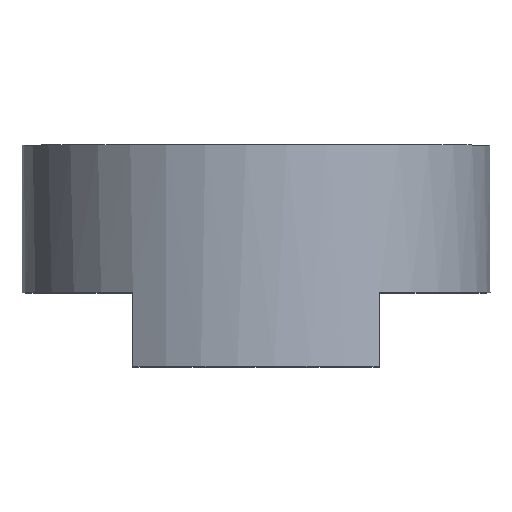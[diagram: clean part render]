
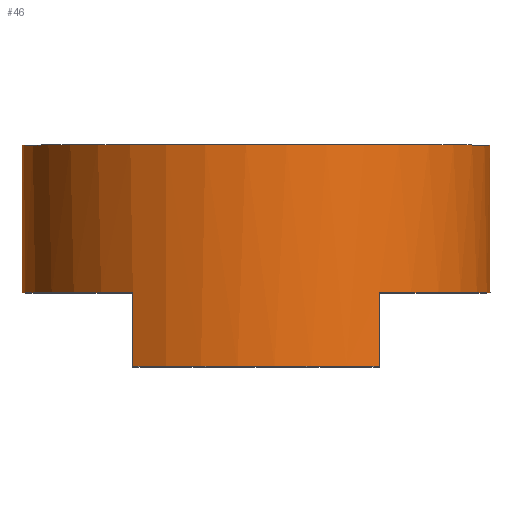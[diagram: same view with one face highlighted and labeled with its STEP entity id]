
A CAD part, top view. The second image highlights one B-rep face of the part: STEP entity #46.
In plain terms, the highlighted cylindrical face has radius 4.75 mm (diameter 9.5 mm), a full revolution.
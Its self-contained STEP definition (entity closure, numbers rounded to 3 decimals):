
#46 = ADVANCED_FACE( '', ( #99, #100 ), #101, .T. );
#99 = FACE_OUTER_BOUND( '', #166, .T. );
#100 = FACE_OUTER_BOUND( '', #167, .T. );
#101 = CYLINDRICAL_SURFACE( '', #168, 4.75 );
#166 = EDGE_LOOP( '', ( #250, #251, #252, #253, #254, #255, #256 ) );
#167 = EDGE_LOOP( '', ( #257, #258, #259, #260, #261, #262, #263, #264 ) );
#168 = AXIS2_PLACEMENT_3D( '', #265, #266, #267 );
#250 = ORIENTED_EDGE( '', *, *, #368, .F. );
#251 = ORIENTED_EDGE( '', *, *, #369, .T. );
#252 = ORIENTED_EDGE( '', *, *, #370, .F. );
#253 = ORIENTED_EDGE( '', *, *, #371, .F. );
#254 = ORIENTED_EDGE( '', *, *, #372, .F. );
#255 = ORIENTED_EDGE( '', *, *, #355, .F. );
#256 = ORIENTED_EDGE( '', *, *, #373, .F. );
#257 = ORIENTED_EDGE( '', *, *, #374, .F. );
#258 = ORIENTED_EDGE( '', *, *, #375, .F. );
#259 = ORIENTED_EDGE( '', *, *, #376, .T. );
#260 = ORIENTED_EDGE( '', *, *, #361, .T. );
#261 = ORIENTED_EDGE( '', *, *, #377, .F. );
#262 = ORIENTED_EDGE( '', *, *, #363, .F. );
#263 = ORIENTED_EDGE( '', *, *, #378, .T. );
#264 = ORIENTED_EDGE( '', *, *, #379, .T. );
#265 = CARTESIAN_POINT( '', ( 0., 0., 0. ) );
#266 = DIRECTION( '', ( 0., 1., 0. ) );
#267 = DIRECTION( '', ( 0., 0., -1. ) );
#355 = EDGE_CURVE( '', #407, #408, #409, .T. );
#361 = EDGE_CURVE( '', #419, #416, #420, .T. );
#363 = EDGE_CURVE( '', #421, #417, #423, .T. );
#368 = EDGE_CURVE( '', #430, #431, #432, .T. );
#369 = EDGE_CURVE( '', #430, #433, #434, .T. );
#370 = EDGE_CURVE( '', #435, #433, #436, .F. );
#371 = EDGE_CURVE( '', #437, #435, #438, .T. );
#372 = EDGE_CURVE( '', #408, #437, #439, .T. );
#373 = EDGE_CURVE( '', #431, #407, #440, .T. );
#374 = EDGE_CURVE( '', #441, #442, #443, .T. );
#375 = EDGE_CURVE( '', #444, #441, #445, .T. );
#376 = EDGE_CURVE( '', #444, #419, #446, .T. );
#377 = EDGE_CURVE( '', #417, #416, #447, .T. );
#378 = EDGE_CURVE( '', #421, #448, #449, .T. );
#379 = EDGE_CURVE( '', #448, #442, #450, .T. );
#407 = VERTEX_POINT( '', #484 );
#408 = VERTEX_POINT( '', #485 );
#409 = B_SPLINE_CURVE_WITH_KNOTS( '', 3, ( #486, #487, #488, #489 ), .UNSPECIFIED., .F., .F., ( 4, 4 ), ( 0., 0.001 ), .UNSPECIFIED. );
#416 = VERTEX_POINT( '', #507 );
#417 = VERTEX_POINT( '', #508 );
#419 = VERTEX_POINT( '', #511 );
#420 = LINE( '', #512, #513 );
#421 = VERTEX_POINT( '', #514 );
#423 = LINE( '', #517, #518 );
#430 = VERTEX_POINT( '', #525 );
#431 = VERTEX_POINT( '', #526 );
#432 = LINE( '', #527, #528 );
#433 = VERTEX_POINT( '', #529 );
#434 = CIRCLE( '', #530, 4.75 );
#435 = VERTEX_POINT( '', #531 );
#436 = LINE( '', #532, #533 );
#437 = VERTEX_POINT( '', #534 );
#438 = B_SPLINE_CURVE_WITH_KNOTS( '', 3, ( #535, #536, #537, #538 ), .UNSPECIFIED., .F., .F., ( 4, 4 ), ( 0., 0.001 ), .UNSPECIFIED. );
#439 = B_SPLINE_CURVE_WITH_KNOTS( '', 3, ( #539, #540, #541, #542 ), .UNSPECIFIED., .F., .F., ( 4, 4 ), ( 0., 0.001 ), .UNSPECIFIED. );
#440 = B_SPLINE_CURVE_WITH_KNOTS( '', 3, ( #543, #544, #545, #546 ), .UNSPECIFIED., .F., .F., ( 4, 4 ), ( 0., 0.001 ), .UNSPECIFIED. );
#441 = VERTEX_POINT( '', #547 );
#442 = VERTEX_POINT( '', #548 );
#443 = CIRCLE( '', #549, 4.75 );
#444 = VERTEX_POINT( '', #550 );
#445 = LINE( '', #551, #552 );
#446 = CIRCLE( '', #553, 4.75 );
#447 = CIRCLE( '', #554, 4.75 );
#448 = VERTEX_POINT( '', #555 );
#449 = CIRCLE( '', #556, 4.75 );
#450 = LINE( '', #557, #558 );
#484 = CARTESIAN_POINT( '', ( 1.229, 3., -4.588 ) );
#485 = CARTESIAN_POINT( '', ( 0.62, 2.4, -4.709 ) );
#486 = CARTESIAN_POINT( '', ( 1.229, 3., -4.588 ) );
#487 = CARTESIAN_POINT( '', ( 1.029, 2.801, -4.642 ) );
#488 = CARTESIAN_POINT( '', ( 0.824, 2.601, -4.682 ) );
#489 = CARTESIAN_POINT( '', ( 0.62, 2.4, -4.709 ) );
#507 = CARTESIAN_POINT( '', ( -2.5, 0., -4.039 ) );
#508 = CARTESIAN_POINT( '', ( -2.5, 0., 4.039 ) );
#511 = CARTESIAN_POINT( '', ( -2.5, -1.5, -4.039 ) );
#512 = CARTESIAN_POINT( '', ( -2.5, -1.5, -4.039 ) );
#513 = VECTOR( '', #628, 1000. );
#514 = CARTESIAN_POINT( '', ( -2.5, -1.5, 4.039 ) );
#517 = CARTESIAN_POINT( '', ( -2.5, -1.5, 4.039 ) );
#518 = VECTOR( '', #630, 1000. );
#525 = CARTESIAN_POINT( '', ( 1.818, 3., -4.388 ) );
#526 = CARTESIAN_POINT( '', ( 1.818, 2.4, -4.388 ) );
#527 = CARTESIAN_POINT( '', ( 1.818, 0., -4.388 ) );
#528 = VECTOR( '', #637, 1000. );
#529 = CARTESIAN_POINT( '', ( -0.62, 3., -4.709 ) );
#530 = AXIS2_PLACEMENT_3D( '', #638, #639, #640 );
#531 = CARTESIAN_POINT( '', ( -0.62, 2.4, -4.709 ) );
#532 = CARTESIAN_POINT( '', ( -0.62, 0., -4.709 ) );
#533 = VECTOR( '', #641, 1000. );
#534 = CARTESIAN_POINT( '', ( 0., 3., -4.75 ) );
#535 = CARTESIAN_POINT( '', ( 0., 3., -4.75 ) );
#536 = CARTESIAN_POINT( '', ( -0.208, 2.801, -4.75 ) );
#537 = CARTESIAN_POINT( '', ( -0.416, 2.601, -4.736 ) );
#538 = CARTESIAN_POINT( '', ( -0.62, 2.4, -4.709 ) );
#539 = CARTESIAN_POINT( '', ( 0.62, 2.4, -4.709 ) );
#540 = CARTESIAN_POINT( '', ( 0.416, 2.601, -4.736 ) );
#541 = CARTESIAN_POINT( '', ( 0.208, 2.801, -4.75 ) );
#542 = CARTESIAN_POINT( '', ( 0., 3., -4.75 ) );
#543 = CARTESIAN_POINT( '', ( 1.818, 2.4, -4.388 ) );
#544 = CARTESIAN_POINT( '', ( 1.627, 2.601, -4.467 ) );
#545 = CARTESIAN_POINT( '', ( 1.43, 2.801, -4.534 ) );
#546 = CARTESIAN_POINT( '', ( 1.229, 3., -4.588 ) );
#547 = CARTESIAN_POINT( '', ( 2.5, 0., -4.039 ) );
#548 = CARTESIAN_POINT( '', ( 2.5, 0., 4.039 ) );
#549 = AXIS2_PLACEMENT_3D( '', #642, #643, #644 );
#550 = CARTESIAN_POINT( '', ( 2.5, -1.5, -4.039 ) );
#551 = CARTESIAN_POINT( '', ( 2.5, -1.5, -4.039 ) );
#552 = VECTOR( '', #645, 1000. );
#553 = AXIS2_PLACEMENT_3D( '', #646, #647, #648 );
#554 = AXIS2_PLACEMENT_3D( '', #649, #650, #651 );
#555 = CARTESIAN_POINT( '', ( 2.5, -1.5, 4.039 ) );
#556 = AXIS2_PLACEMENT_3D( '', #652, #653, #654 );
#557 = CARTESIAN_POINT( '', ( 2.5, -1.5, 4.039 ) );
#558 = VECTOR( '', #655, 1000. );
#628 = DIRECTION( '', ( 0., 1., 0. ) );
#630 = DIRECTION( '', ( 0., 1., 0. ) );
#637 = DIRECTION( '', ( 0., -1., 0. ) );
#638 = CARTESIAN_POINT( '', ( 0., 3., 0. ) );
#639 = DIRECTION( '', ( 0., -1., 0. ) );
#640 = DIRECTION( '', ( 0., 0., -1. ) );
#641 = DIRECTION( '', ( 0., -1., 0. ) );
#642 = CARTESIAN_POINT( '', ( 0., 0., 0. ) );
#643 = DIRECTION( '', ( 0., -1., 0. ) );
#644 = DIRECTION( '', ( 0., 0., -1. ) );
#645 = DIRECTION( '', ( 0., 1., 0. ) );
#646 = CARTESIAN_POINT( '', ( 0., -1.5, 0. ) );
#647 = DIRECTION( '', ( 0., 1., 0. ) );
#648 = DIRECTION( '', ( 1., 0., 0. ) );
#649 = CARTESIAN_POINT( '', ( 0., 0., 0. ) );
#650 = DIRECTION( '', ( 0., -1., 0. ) );
#651 = DIRECTION( '', ( 0., 0., -1. ) );
#652 = CARTESIAN_POINT( '', ( 0., -1.5, 0. ) );
#653 = DIRECTION( '', ( 0., 1., 0. ) );
#654 = DIRECTION( '', ( 1., 0., 0. ) );
#655 = DIRECTION( '', ( 0., 1., 0. ) );
